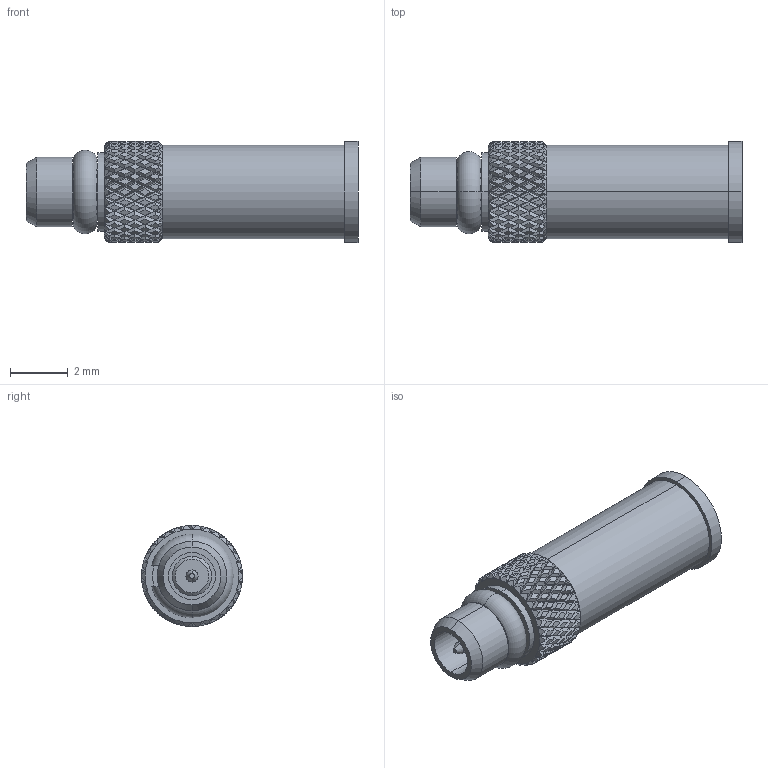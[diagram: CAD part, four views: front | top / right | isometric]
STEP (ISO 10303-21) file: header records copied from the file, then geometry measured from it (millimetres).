
FILE_DESCRIPTION (( 'STEP AP203' ), '1' );
FILE_NAME ('FMCN1849_3D.STEP', '2022-02-15T17:27:16', ( '' ), ( '' ), 'SwSTEP 2.0', 'SolidWorks 2021', '' );
FILE_SCHEMA (( 'CONFIG_CONTROL_DESIGN' ));
Length unit declared in the file: inch
Products named in the file (1): FMCN1849_3D
Bounding box: 11.5 x 3.5 x 3.5 mm (x, y, z)
Volume: 76.7 mm3; surface area: 187.9 mm2
Topology: 2 solids, 2 shells, 954 faces, 2057 edges, 1116 vertices
Faces by surface type: bspline 720, cylinder 204, plane 15, cone 12, torus 3
Entity records: 30388 total; most frequent: CARTESIAN_POINT 17706, ORIENTED_EDGE 4114, EDGE_CURVE 2057, VERTEX_POINT 1116, EDGE_LOOP 963, FACE_OUTER_BOUND 954, ADVANCED_FACE 954, B_SPLINE_CURVE_WITH_KNOTS 872
